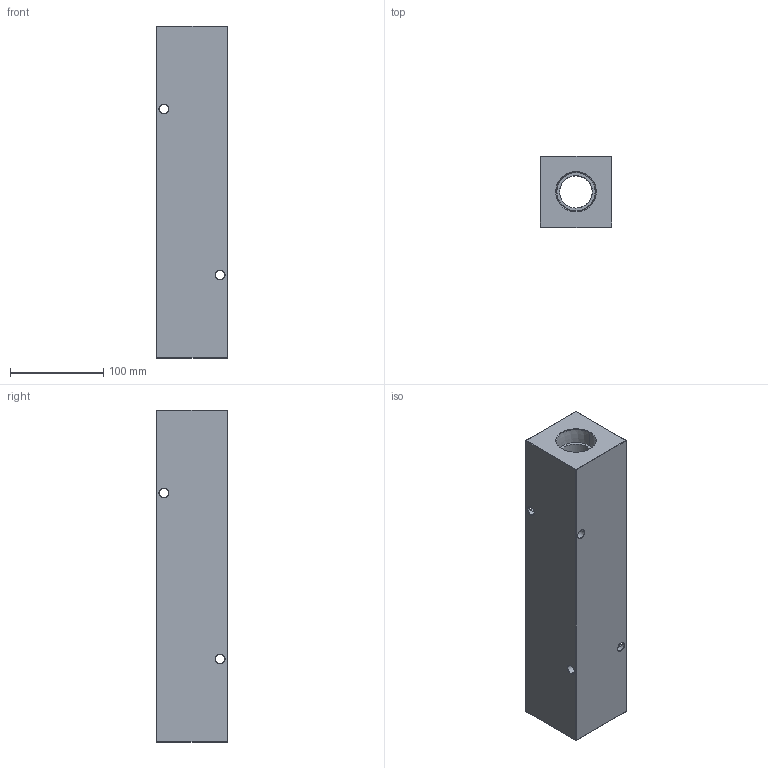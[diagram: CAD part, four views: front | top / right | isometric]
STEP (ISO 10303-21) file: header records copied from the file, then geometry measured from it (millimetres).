
FILE_DESCRIPTION (( 'STEP AP214' ), '1' );
FILE_NAME ('HM-4-0-P-20-20.STEP', '2020-02-28T20:56:12', ( '' ), ( '' ), 'SwSTEP 2.0', 'SolidWorks 2019', '' );
FILE_SCHEMA (( 'AUTOMOTIVE_DESIGN' ));
Length unit declared in the file: inch
Products named in the file (1): HM-4-0-P-20-20
Bounding box: 76.2 x 76.2 x 355.6 mm (x, y, z)
Volume: 1563846.7 mm3; surface area: 169239.2 mm2
Topology: 1 solids, 1 shells, 506 faces, 1317 edges, 858 vertices
Faces by surface type: plane 259, bspline 189, cone 32, cylinder 26
Entity records: 31807 total; most frequent: CARTESIAN_POINT 14351, ORIENTED_EDGE 2634, DIRECTION 1627, EDGE_CURVE 1317, VERTEX_POINT 858, LINE 823, VECTOR 823, EDGE_LOOP 573
